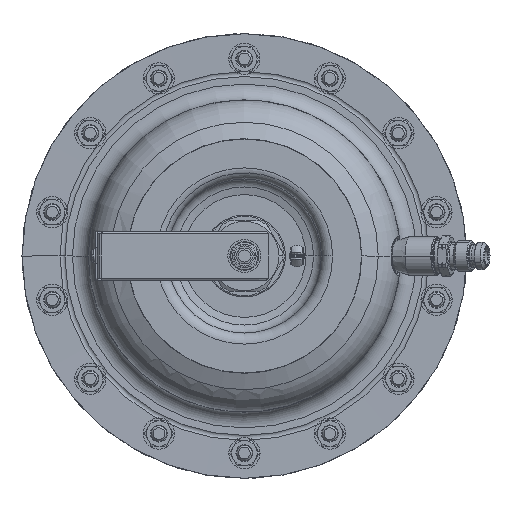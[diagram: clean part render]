
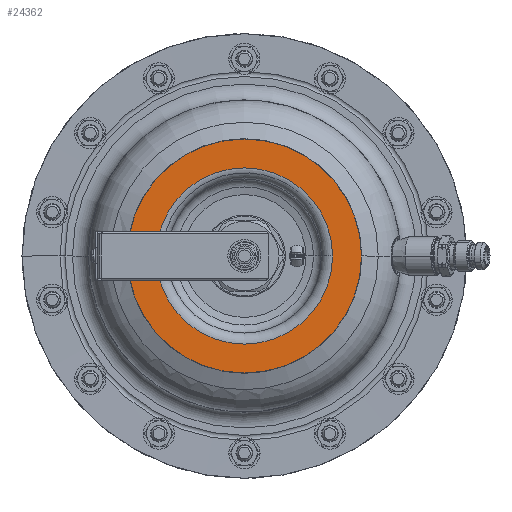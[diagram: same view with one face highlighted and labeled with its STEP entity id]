
A CAD part, front view. The second image highlights one B-rep face of the part: STEP entity #24362.
In plain terms, the highlighted planar face has unit normal (0, -1, 0).
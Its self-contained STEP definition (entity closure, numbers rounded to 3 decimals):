
#24011=CARTESIAN_POINT('',(0.,-0.677,0.));
#24012=DIRECTION('',(0.,1.,0.));
#24013=DIRECTION('',(1.,0.,0.));
#24014=AXIS2_PLACEMENT_3D('',#24011,#24012,#24013);
#24016=CARTESIAN_POINT('',(0.,-0.677,0.));
#24017=DIRECTION('',(0.,1.,0.));
#24018=DIRECTION('',(-1.,0.,0.));
#24019=AXIS2_PLACEMENT_3D('',#24016,#24017,#24018);
#24021=CARTESIAN_POINT('',(0.,-0.677,0.));
#24022=DIRECTION('',(0.,-1.,0.));
#24023=DIRECTION('',(1.,0.,0.));
#24024=AXIS2_PLACEMENT_3D('',#24021,#24022,#24023);
#24026=CARTESIAN_POINT('',(0.,-0.677,0.));
#24027=DIRECTION('',(0.,-1.,0.));
#24028=DIRECTION('',(-1.,0.,0.));
#24029=AXIS2_PLACEMENT_3D('',#24026,#24027,#24028);
#24277=CARTESIAN_POINT('',(60.,-0.677,0.));
#24278=CARTESIAN_POINT('',(-60.,-0.677,0.));
#24279=VERTEX_POINT('',#24277);
#24280=VERTEX_POINT('',#24278);
#24281=CARTESIAN_POINT('',(45.182,-0.677,
0.));
#24282=CARTESIAN_POINT('',(-45.182,-0.677,0.));
#24283=VERTEX_POINT('',#24281);
#24284=VERTEX_POINT('',#24282);
#24345=CARTESIAN_POINT('',(0.,-0.677,0.));
#24346=DIRECTION('',(0.,1.,0.));
#24347=DIRECTION('',(1.,0.,0.));
#24348=AXIS2_PLACEMENT_3D('',#24345,#24346,#24347);
#24349=PLANE('',#24348);
#24351=ORIENTED_EDGE('',*,*,#24350,.T.);
#24353=ORIENTED_EDGE('',*,*,#24352,.T.);
#24354=EDGE_LOOP('',(#24351,#24353));
#24355=FACE_OUTER_BOUND('',#24354,.F.);
#24357=ORIENTED_EDGE('',*,*,#24356,.T.);
#24359=ORIENTED_EDGE('',*,*,#24358,.T.);
#24360=EDGE_LOOP('',(#24357,#24359));
#24361=FACE_BOUND('',#24360,.F.);
#24362=ADVANCED_FACE('',(#24355,#24361),#24349,.F.);
#24015=CIRCLE('',#24014,60.);
#24020=CIRCLE('',#24019,60.);
#24025=CIRCLE('',#24024,45.182);
#24030=CIRCLE('',#24029,45.182);
#24350=EDGE_CURVE('',#24279,#24280,#24015,.T.);
#24352=EDGE_CURVE('',#24280,#24279,#24020,.T.);
#24356=EDGE_CURVE('',#24283,#24284,#24025,.T.);
#24358=EDGE_CURVE('',#24284,#24283,#24030,.T.);
